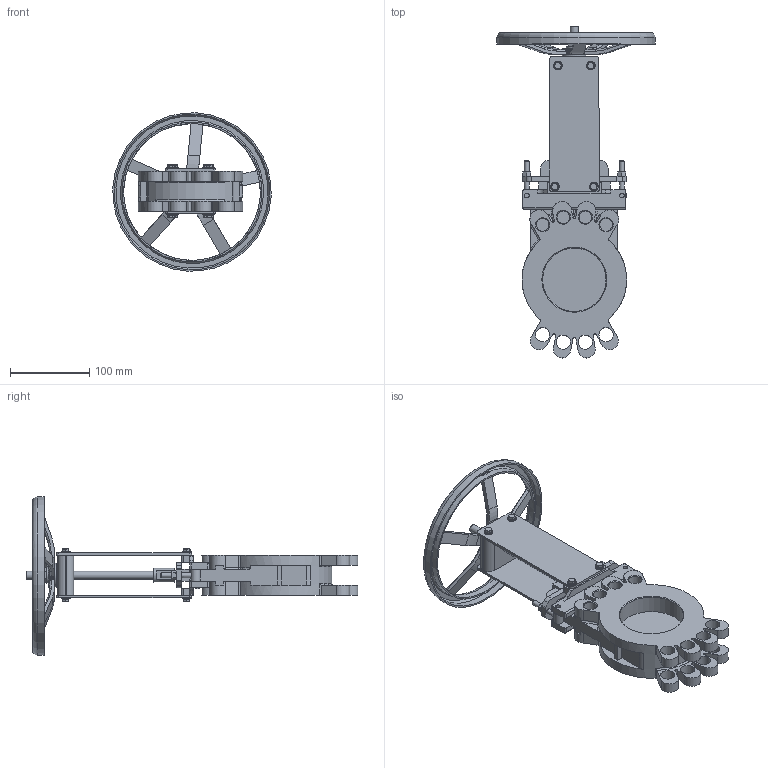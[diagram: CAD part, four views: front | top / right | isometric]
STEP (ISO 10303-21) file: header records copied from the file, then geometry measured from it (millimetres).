
FILE_DESCRIPTION(/* description */ (''),/* implementation_level */ '2;1');
FILE_NAME(/* name */ 'DN80_3D_STEP.stp',/* time_stamp */ '2025-11-30T16:42:22+03:00',/* author */ ('igorr'),/* organization */ (''),/* preprocessor_version */ 'ST-DEVELOPER v20',/* originating_system */ 'Autodesk Inventor 2025',/* authorisation */ '');
FILE_SCHEMA (('AUTOMOTIVE_DESIGN { 1 0 10303 214 3 1 1 }'));
Length unit declared in the file: millimetre
Products named in the file (8): Сборка; Деталь; Деталь1; AS 1110 - M4 x 8; ANSI B18.2.4.2M - M6x1; ANSI B18.2.4.2M - M10x1,5; AS 1237 - 6; AS 1110 - M5 x 10
Assembly tree (23 placements, depth 2):
  Сборка
    Деталь
    Деталь1
    AS 1110 - M4 x 8  x2
    ANSI B18.2.4.2M - M6x1  x2
    ANSI B18.2.4.2M - M10x1,5
    AS 1237 - 6  x8
    AS 1110 - M5 x 10  x8
Bounding box: 199.58 x 418.64 x 199.58 mm (x, y, z)
Volume: 1001328.9 mm3; surface area: 268813.4 mm2
Topology: 23 solids, 23 shells, 1005 faces, 2439 edges, 1516 vertices
Faces by surface type: plane 493, cylinder 250, cone 125, bspline 92, torus 37, sphere 8
Full cylindrical faces by diameter (mm): 4 x2, 4.917 x2, 5 x8, 6 x16, 6.4 x8, 7 x4, 8 x8, 8.376 x1, 10 x2, 11 x8, 16 x9, 17.418 x1, 18 x8, 20 x1, 26 x1, 29.723 x1, 30 x1, 80 x2, 172.37 x1, 176.37 x1, 196 x1, 200 x1
Entity records: 26139 total; most frequent: CARTESIAN_POINT 6934, ORIENTED_EDGE 3870, DIRECTION 3716, EDGE_CURVE 1935, AXIS2_PLACEMENT_3D 1371, VERTEX_POINT 1219, LINE 974, VECTOR 974
